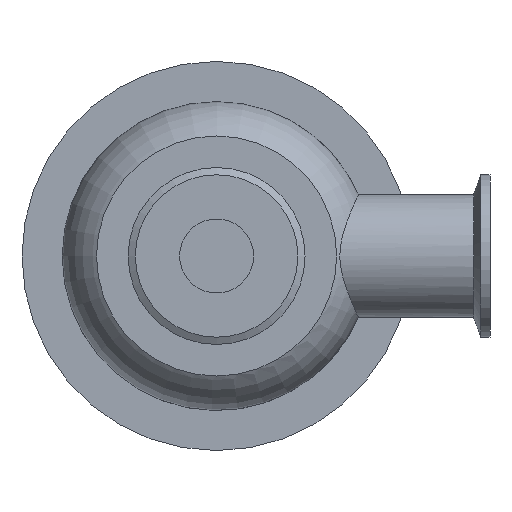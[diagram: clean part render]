
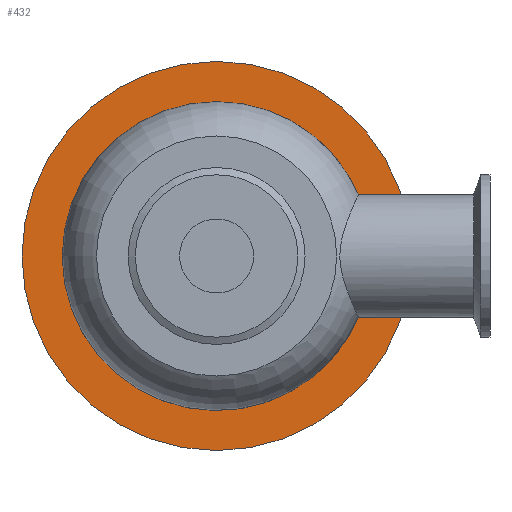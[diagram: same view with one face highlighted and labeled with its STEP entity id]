
A CAD part, front view. The second image highlights one B-rep face of the part: STEP entity #432.
In plain terms, the highlighted planar face has unit normal (0, -1, 0).
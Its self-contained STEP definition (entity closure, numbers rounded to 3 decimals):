
#30=FACE_BOUND('',#131,.T.);
#66=PLANE('',#509);
#95=FACE_OUTER_BOUND('',#130,.T.);
#130=EDGE_LOOP('',(#389));
#131=EDGE_LOOP('',(#390));
#175=CIRCLE('',#466,48.);
#198=CIRCLE('',#508,60.5);
#210=VERTEX_POINT('',#747);
#231=VERTEX_POINT('',#822);
#249=EDGE_CURVE('',#210,#210,#175,.T.);
#283=EDGE_CURVE('',#231,#231,#198,.T.);
#389=ORIENTED_EDGE('',*,*,#283,.T.);
#390=ORIENTED_EDGE('',*,*,#249,.F.);
#432=ADVANCED_FACE('',(#95,#30),#66,.T.);
#466=AXIS2_PLACEMENT_3D('',#749,#550,#551);
#508=AXIS2_PLACEMENT_3D('',#823,#645,#646);
#509=AXIS2_PLACEMENT_3D('',#825,#648,#649);
#550=DIRECTION('center_axis',(0.,-1.,0.));
#551=DIRECTION('ref_axis',(1.,0.,0.));
#645=DIRECTION('center_axis',(0.,-1.,0.));
#646=DIRECTION('ref_axis',(1.,0.,0.));
#648=DIRECTION('center_axis',(0.,-1.,0.));
#649=DIRECTION('ref_axis',(0.,0.,-1.));
#747=CARTESIAN_POINT('',(48.,62.05,0.));
#749=CARTESIAN_POINT('Origin',(0.,62.05,0.));
#822=CARTESIAN_POINT('',(60.5,62.05,0.));
#823=CARTESIAN_POINT('Origin',(0.,62.05,0.));
#825=CARTESIAN_POINT('Origin',(-48.,62.05,0.));
